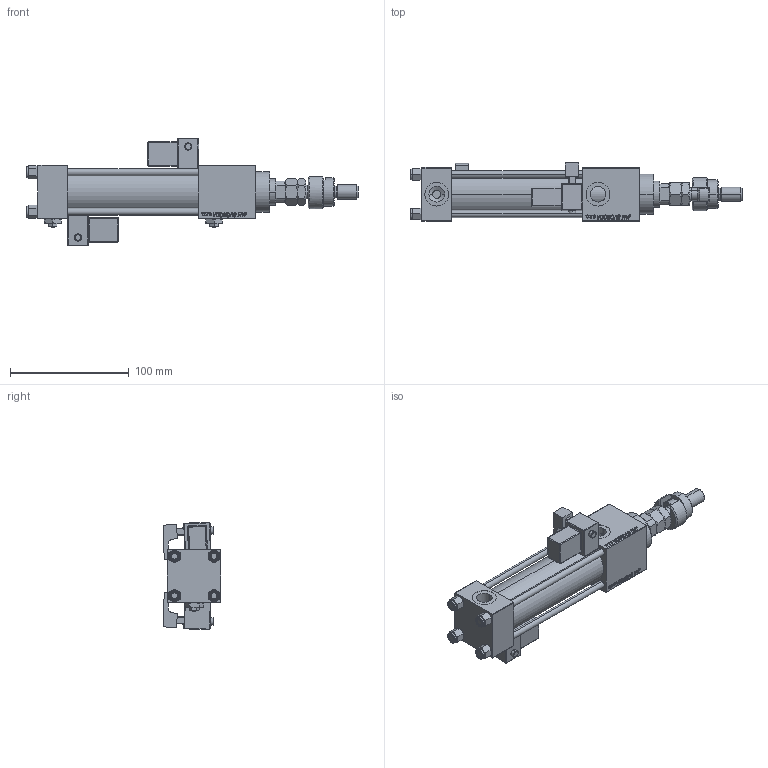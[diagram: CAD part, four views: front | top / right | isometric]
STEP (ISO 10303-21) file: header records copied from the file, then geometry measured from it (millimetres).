
FILE_DESCRIPTION (( 'STEP AP203' ), '1' );
FILE_NAME ('d4eb.STEP', '2022-04-14T18:42:14', ( '' ), ( '' ), 'SwSTEP 2.0', 'SolidWorks 2019', '' );
FILE_SCHEMA (( 'CONFIG_CONTROL_DESIGN' ));
Length unit declared in the file: millimetre
Products named in the file (11): DFA 71723d92812e23855e606015577ab7b3; Zatka_pro_OIL_PORT 71723d92812e23855e606015577ab7b3; FEMALE_PART_FOR_DFA 71723d92812e23855e606015577ab7b3; MFA 71723d92812e23855e606015577ab7b3; V215CR_C_TYCINKA 71723d92812e23855e606015577ab7b3; V215_VC_A 71723d92812e23855e606015577ab7b3; V215CR_MSU 71723d92812e23855e606015577ab7b3; V215CR_C_Body 71723d92812e23855e606015577ab7b3; NUT_M5_C 71723d92812e23855e606015577ab7b3; V215CR_VCP_C 71723d92812e23855e606015577ab7b3; d4eb
Assembly tree (18 placements, depth 3):
  d4eb
    V215CR_C_Body 71723d92812e23855e606015577ab7b3
    V215CR_VCP_C 71723d92812e23855e606015577ab7b3
    NUT_M5_C 71723d92812e23855e606015577ab7b3  x4
    V215CR_C_TYCINKA 71723d92812e23855e606015577ab7b3  x4
    V215_VC_A 71723d92812e23855e606015577ab7b3
    DFA 71723d92812e23855e606015577ab7b3
      FEMALE_PART_FOR_DFA 71723d92812e23855e606015577ab7b3
      MFA 71723d92812e23855e606015577ab7b3
    V215CR_MSU 71723d92812e23855e606015577ab7b3  x2
    Zatka_pro_OIL_PORT 71723d92812e23855e606015577ab7b3  x2
Bounding box: 279 x 48.72 x 90.31 mm (x, y, z)
Volume: 316062.2 mm3; surface area: 114397.2 mm2
Topology: 17 solids, 17 shells, 1497 faces, 3670 edges, 2315 vertices
Faces by surface type: plane 664, bspline 392, cone 218, cylinder 175, torus 24, sphere 24
Entity records: 57431 total; most frequent: CARTESIAN_POINT 28812, ORIENTED_EDGE 6246, DIRECTION 4353, EDGE_CURVE 3123, VERTEX_POINT 2013, VECTOR 1807, LINE 1807, EDGE_LOOP 1398
